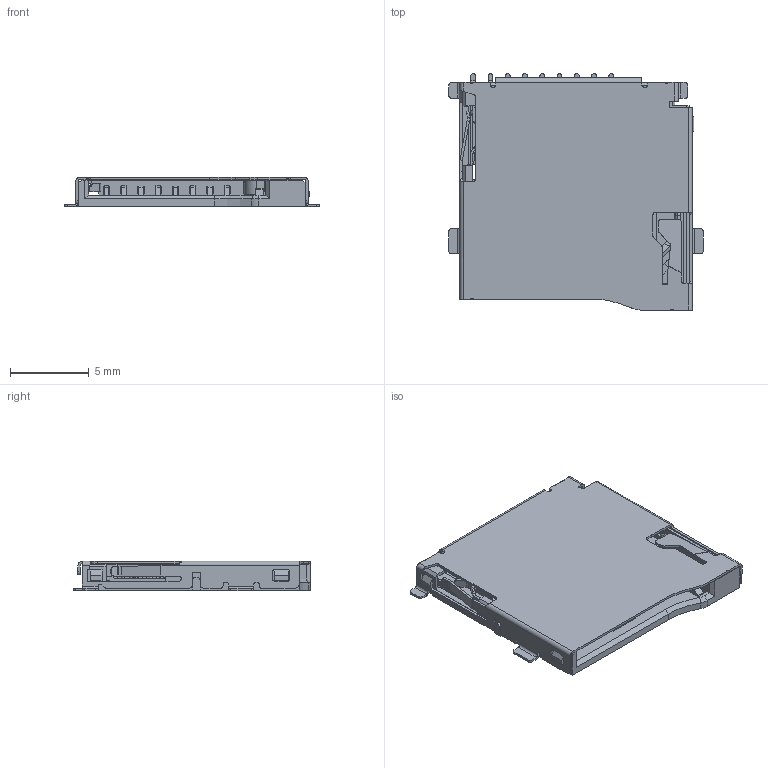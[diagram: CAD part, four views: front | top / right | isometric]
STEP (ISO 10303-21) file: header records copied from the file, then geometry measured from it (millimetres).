
FILE_DESCRIPTION (( 'STEP AP214' ), '1' );
FILE_NAME ('TF 縐釱 俋爾 9Pin PUSH-PUSH 拸翐.STEP', '2024-10-24T04:00:51', ( '' ), ( '' ), 'SwSTEP 2.0', 'SolidWorks 2016', '' );
FILE_SCHEMA (( 'AUTOMOTIVE_DESIGN' ));
Length unit declared in the file: millimetre
Products named in the file (8): 嶺裝; 錨璃1^TF 縐釱 俋爾莉こ_1; 粟銅__蚾饜綴; TF 縐釱 俋爾莉こ_2; TF 縐釱 俋爾 9Pin PUSH-PUSH 拸翐
Assembly tree (4 placements, depth 3):
  錨璃1^TF 縐釱 俋爾莉こ_1
  粟銅__蚾饜綴
  嶺裝
  TF 縐釱 俋爾 9Pin PUSH-PUSH 拸翐
    TF 縐釱 俋爾莉こ_2
      粟銅__蚾饜綴
      嶺裝
      錨璃1^TF 縐釱 俋爾莉こ_1
Bounding box: 16.19 x 15.05 x 1.88 mm (x, y, z)
Volume: 175.5 mm3; surface area: 1269.2 mm2
Topology: 4 solids, 4 shells, 1391 faces, 4085 edges, 2650 vertices
Faces by surface type: plane 930, cylinder 422, bspline 31, cone 8
Entity records: 50204 total; most frequent: CARTESIAN_POINT 12329, ORIENTED_EDGE 8170, DIRECTION 7630, EDGE_CURVE 4085, LINE 3166, VECTOR 3166, VERTEX_POINT 2650, AXIS2_PLACEMENT_3D 2232
